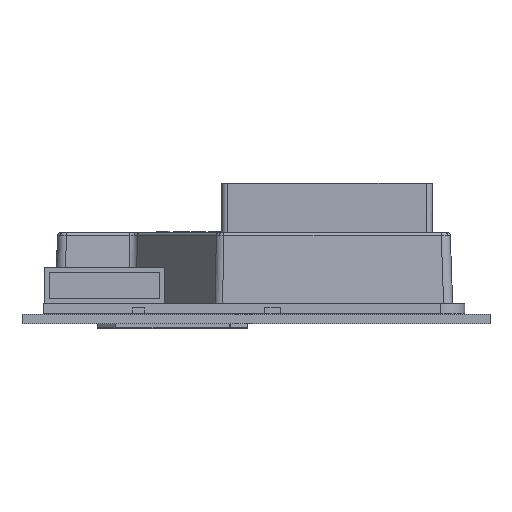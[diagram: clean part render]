
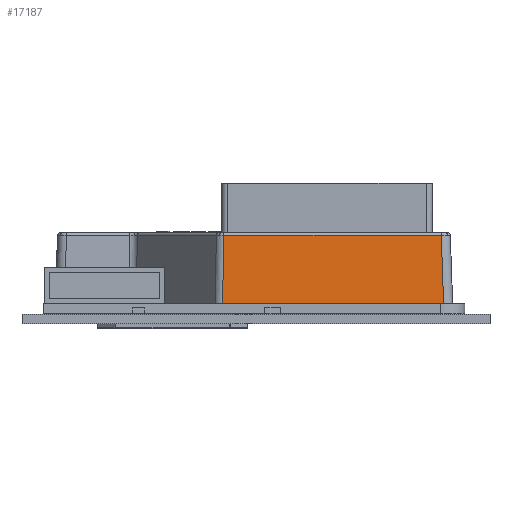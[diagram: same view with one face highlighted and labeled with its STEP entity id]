
A CAD part, front view. The second image highlights one B-rep face of the part: STEP entity #17187.
In plain terms, the highlighted free-form (B-spline) face has degree [1, 1] with [2, 2] control points.
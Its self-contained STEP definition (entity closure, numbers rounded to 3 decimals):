
#7030 = VERTEX_POINT('',#7031);
#7031 = CARTESIAN_POINT('',(-4.992,-28.805,
    13.017));
#7046 = ( BOUNDED_SURFACE() B_SPLINE_SURFACE(2,1,(
    (#7047,#7048)
    ,(#7049,#7050)
    ,(#7051,#7052
)),.UNSPECIFIED.,.F.,.F.,.F.) B_SPLINE_SURFACE_WITH_KNOTS((3,3),(2,2),(
    3.142,4.119),(-10.617,0.717),
.PIECEWISE_BEZIER_KNOTS.) GEOMETRIC_REPRESENTATION_ITEM() 
RATIONAL_B_SPLINE_SURFACE((
    (1.,1.)
    ,(0.883,0.883)
,(1.,1.))) REPRESENTATION_ITEM('') SURFACE() );
#7047 = CARTESIAN_POINT('',(-4.992,-28.805,
    13.017));
#7048 = CARTESIAN_POINT('',(-5.202,-29.2,
    1.693));
#7049 = CARTESIAN_POINT('',(-5.789,-28.804,
    13.032));
#7050 = CARTESIAN_POINT('',(-6.,-29.2,
    1.708));
#7051 = CARTESIAN_POINT('',(-6.235,-28.143,
    13.017));
#7052 = CARTESIAN_POINT('',(-6.446,-28.538,
    1.693));
#7074 = ( BOUNDED_SURFACE() B_SPLINE_SURFACE(2,1,(
    (#7075,#7076)
    ,(#7077,#7078)
    ,(#7079,#7080
)),.UNSPECIFIED.,.F.,.F.,.F.) B_SPLINE_SURFACE_WITH_KNOTS((3,3),(2,2),(
    3.142,4.677),(-37.992,-1.894),
.PIECEWISE_BEZIER_KNOTS.) GEOMETRIC_REPRESENTATION_ITEM() 
RATIONAL_B_SPLINE_SURFACE((
    (1.,1.)
    ,(0.719,0.719)
,(1.,1.))) REPRESENTATION_ITEM('') SURFACE() );
#7075 = CARTESIAN_POINT('',(-4.992,-28.305,13.5));
#7076 = CARTESIAN_POINT('',(31.106,-28.305,13.5));
#7077 = CARTESIAN_POINT('',(-4.992,-28.788,13.5));
#7078 = CARTESIAN_POINT('',(31.106,-28.788,13.5));
#7079 = CARTESIAN_POINT('',(-4.992,-28.805,
    13.017));
#7080 = CARTESIAN_POINT('',(31.106,-28.805,
    13.017));
#7184 = ( BOUNDED_SURFACE() B_SPLINE_SURFACE(2,1,(
    (#7185,#7186)
    ,(#7187,#7188)
    ,(#7189,#7190
)),.UNSPECIFIED.,.F.,.F.,.F.) B_SPLINE_SURFACE_WITH_KNOTS((3,3),(2,2),(
    3.142,4.711),(-9.612,1.741),
.PIECEWISE_BEZIER_KNOTS.) GEOMETRIC_REPRESENTATION_ITEM() 
RATIONAL_B_SPLINE_SURFACE((
    (1.,1.)
    ,(0.708,0.708)
,(1.,1.))) REPRESENTATION_ITEM('') SURFACE() );
#7185 = CARTESIAN_POINT('',(32.605,-27.306,
    13.017));
#7186 = CARTESIAN_POINT('',(33.001,-27.702,
    1.678));
#7187 = CARTESIAN_POINT('',(32.603,-28.803,
    13.07));
#7188 = CARTESIAN_POINT('',(32.999,-29.199,
    1.731));
#7189 = CARTESIAN_POINT('',(31.106,-28.805,
    13.017));
#7190 = CARTESIAN_POINT('',(31.502,-29.201,1.678
    ));
#7349 = B_SPLINE_SURFACE_WITH_KNOTS('',1,1,(
    (#7350,#7351)
    ,(#7352,#7353
    )),.UNSPECIFIED.,.F.,.F.,.F.,(2,2),(2,2),(-35.,35.),(-35.,35.),
  .PIECEWISE_BEZIER_KNOTS.);
#7350 = CARTESIAN_POINT('',(-35.,-35.,1.7));
#7351 = CARTESIAN_POINT('',(-35.,35.,1.7));
#7352 = CARTESIAN_POINT('',(35.,-35.,1.7));
#7353 = CARTESIAN_POINT('',(35.,35.,1.7));
#8593 = VERTEX_POINT('',#8594);
#8594 = CARTESIAN_POINT('',(31.501,-29.2,1.7));
#8617 = EDGE_CURVE('',#8593,#8618,#8620,.T.);
#8618 = VERTEX_POINT('',#8619);
#8619 = CARTESIAN_POINT('',(-5.202,-29.2,1.7));
#8620 = SURFACE_CURVE('',#8621,(#8624,#8630),.PCURVE_S1.);
#8621 = B_SPLINE_CURVE_WITH_KNOTS('',1,(#8622,#8623),.UNSPECIFIED.,.F.,
  .F.,(2,2),(1.499,38.202),.PIECEWISE_BEZIER_KNOTS.);
#8622 = CARTESIAN_POINT('',(31.501,-29.2,1.7));
#8623 = CARTESIAN_POINT('',(-5.202,-29.2,1.7));
#8624 = PCURVE('',#7349,#8625);
#8625 = DEFINITIONAL_REPRESENTATION('',(#8626),#8629);
#8626 = B_SPLINE_CURVE_WITH_KNOTS('',1,(#8627,#8628),.UNSPECIFIED.,.F.,
  .F.,(2,2),(1.499,38.202),.PIECEWISE_BEZIER_KNOTS.);
#8627 = CARTESIAN_POINT('',(31.501,-29.2));
#8628 = CARTESIAN_POINT('',(-5.202,-29.2));
#8629 = ( GEOMETRIC_REPRESENTATION_CONTEXT(2) 
PARAMETRIC_REPRESENTATION_CONTEXT() REPRESENTATION_CONTEXT('2D SPACE',''
  ) );
#8630 = PCURVE('',#8631,#8636);
#8631 = B_SPLINE_SURFACE_WITH_KNOTS('',1,1,(
    (#8632,#8633)
    ,(#8634,#8635
    )),.UNSPECIFIED.,.F.,.F.,.F.,(2,2),(2,2),(-11.324,0.),(
    -38.202,-1.499),.PIECEWISE_BEZIER_KNOTS.);
#8632 = CARTESIAN_POINT('',(-5.202,-28.805,
    13.017));
#8633 = CARTESIAN_POINT('',(31.501,-28.805,
    13.017));
#8634 = CARTESIAN_POINT('',(-5.202,-29.2,1.7));
#8635 = CARTESIAN_POINT('',(31.501,-29.2,1.7));
#8636 = DEFINITIONAL_REPRESENTATION('',(#8637),#8640);
#8637 = B_SPLINE_CURVE_WITH_KNOTS('',1,(#8638,#8639),.UNSPECIFIED.,.F.,
  .F.,(2,2),(1.499,38.202),.PIECEWISE_BEZIER_KNOTS.);
#8638 = CARTESIAN_POINT('',(0.,-1.499));
#8639 = CARTESIAN_POINT('',(0.,-38.202));
#8640 = ( GEOMETRIC_REPRESENTATION_CONTEXT(2) 
PARAMETRIC_REPRESENTATION_CONTEXT() REPRESENTATION_CONTEXT('2D SPACE',''
  ) );
#17187 = ADVANCED_FACE('',(#17188),#8631,.T.);
#17188 = FACE_BOUND('',#17189,.T.);
#17189 = EDGE_LOOP('',(#17190,#17211,#17230,#17249));
#17190 = ORIENTED_EDGE('',*,*,#17191,.T.);
#17191 = EDGE_CURVE('',#8593,#17192,#17194,.T.);
#17192 = VERTEX_POINT('',#17193);
#17193 = CARTESIAN_POINT('',(31.106,-28.805,
    13.017));
#17194 = SURFACE_CURVE('',#17195,(#17198,#17204),.PCURVE_S1.);
#17195 = B_SPLINE_CURVE_WITH_KNOTS('',1,(#17196,#17197),.UNSPECIFIED.,
  .F.,.F.,(2,2),(0.052,11.384),
  .PIECEWISE_BEZIER_KNOTS.);
#17196 = CARTESIAN_POINT('',(31.501,-29.2,1.7));
#17197 = CARTESIAN_POINT('',(31.106,-28.805,
    13.017));
#17198 = PCURVE('',#8631,#17199);
#17199 = DEFINITIONAL_REPRESENTATION('',(#17200),#17203);
#17200 = B_SPLINE_CURVE_WITH_KNOTS('',1,(#17201,#17202),.UNSPECIFIED.,
  .F.,.F.,(2,2),(0.052,11.384),
  .PIECEWISE_BEZIER_KNOTS.);
#17201 = CARTESIAN_POINT('',(0.,-1.499));
#17202 = CARTESIAN_POINT('',(-11.324,-1.894));
#17203 = ( GEOMETRIC_REPRESENTATION_CONTEXT(2) 
PARAMETRIC_REPRESENTATION_CONTEXT() REPRESENTATION_CONTEXT('2D SPACE',''
  ) );
#17204 = PCURVE('',#7184,#17205);
#17205 = DEFINITIONAL_REPRESENTATION('',(#17206),#17210);
#17206 = B_SPLINE_CURVE_WITH_KNOTS('',2,(#17207,#17208,#17209),
  .UNSPECIFIED.,.F.,.F.,(3,3),(0.052,11.384),
  .PIECEWISE_BEZIER_KNOTS.);
#17207 = CARTESIAN_POINT('',(4.711,1.72));
#17208 = CARTESIAN_POINT('',(4.711,-3.946));
#17209 = CARTESIAN_POINT('',(4.711,-9.612));
#17210 = ( GEOMETRIC_REPRESENTATION_CONTEXT(2) 
PARAMETRIC_REPRESENTATION_CONTEXT() REPRESENTATION_CONTEXT('2D SPACE',''
  ) );
#17211 = ORIENTED_EDGE('',*,*,#17212,.T.);
#17212 = EDGE_CURVE('',#17192,#7030,#17213,.T.);
#17213 = SURFACE_CURVE('',#17214,(#17217,#17223),.PCURVE_S1.);
#17214 = B_SPLINE_CURVE_WITH_KNOTS('',1,(#17215,#17216),.UNSPECIFIED.,
  .F.,.F.,(2,2),(-36.088,0.009),
  .PIECEWISE_BEZIER_KNOTS.);
#17215 = CARTESIAN_POINT('',(31.106,-28.805,
    13.017));
#17216 = CARTESIAN_POINT('',(-4.992,-28.805,
    13.017));
#17217 = PCURVE('',#8631,#17218);
#17218 = DEFINITIONAL_REPRESENTATION('',(#17219),#17222);
#17219 = B_SPLINE_CURVE_WITH_KNOTS('',1,(#17220,#17221),.UNSPECIFIED.,
  .F.,.F.,(2,2),(-36.088,0.009),
  .PIECEWISE_BEZIER_KNOTS.);
#17220 = CARTESIAN_POINT('',(-11.324,-1.894));
#17221 = CARTESIAN_POINT('',(-11.324,-37.992));
#17222 = ( GEOMETRIC_REPRESENTATION_CONTEXT(2) 
PARAMETRIC_REPRESENTATION_CONTEXT() REPRESENTATION_CONTEXT('2D SPACE',''
  ) );
#17223 = PCURVE('',#7074,#17224);
#17224 = DEFINITIONAL_REPRESENTATION('',(#17225),#17229);
#17225 = B_SPLINE_CURVE_WITH_KNOTS('',2,(#17226,#17227,#17228),
  .UNSPECIFIED.,.F.,.F.,(3,3),(-36.088,0.009),
  .PIECEWISE_BEZIER_KNOTS.);
#17226 = CARTESIAN_POINT('',(4.677,-1.894));
#17227 = CARTESIAN_POINT('',(4.677,-19.943));
#17228 = CARTESIAN_POINT('',(4.677,-37.992));
#17229 = ( GEOMETRIC_REPRESENTATION_CONTEXT(2) 
PARAMETRIC_REPRESENTATION_CONTEXT() REPRESENTATION_CONTEXT('2D SPACE',''
  ) );
#17230 = ORIENTED_EDGE('',*,*,#17231,.T.);
#17231 = EDGE_CURVE('',#7030,#8618,#17232,.T.);
#17232 = SURFACE_CURVE('',#17233,(#17236,#17242),.PCURVE_S1.);
#17233 = B_SPLINE_CURVE_WITH_KNOTS('',1,(#17234,#17235),.UNSPECIFIED.,
  .F.,.F.,(2,2),(-10.617,0.71),
  .PIECEWISE_BEZIER_KNOTS.);
#17234 = CARTESIAN_POINT('',(-4.992,-28.805,
    13.017));
#17235 = CARTESIAN_POINT('',(-5.202,-29.2,1.7));
#17236 = PCURVE('',#8631,#17237);
#17237 = DEFINITIONAL_REPRESENTATION('',(#17238),#17241);
#17238 = B_SPLINE_CURVE_WITH_KNOTS('',1,(#17239,#17240),.UNSPECIFIED.,
  .F.,.F.,(2,2),(-10.617,0.71),
  .PIECEWISE_BEZIER_KNOTS.);
#17239 = CARTESIAN_POINT('',(-11.324,-37.992));
#17240 = CARTESIAN_POINT('',(0.,-38.202));
#17241 = ( GEOMETRIC_REPRESENTATION_CONTEXT(2) 
PARAMETRIC_REPRESENTATION_CONTEXT() REPRESENTATION_CONTEXT('2D SPACE',''
  ) );
#17242 = PCURVE('',#7046,#17243);
#17243 = DEFINITIONAL_REPRESENTATION('',(#17244),#17248);
#17244 = B_SPLINE_CURVE_WITH_KNOTS('',2,(#17245,#17246,#17247),
  .UNSPECIFIED.,.F.,.F.,(3,3),(-10.617,0.71),
  .PIECEWISE_BEZIER_KNOTS.);
#17245 = CARTESIAN_POINT('',(3.142,-10.617));
#17246 = CARTESIAN_POINT('',(3.142,-4.954));
#17247 = CARTESIAN_POINT('',(3.142,0.71));
#17248 = ( GEOMETRIC_REPRESENTATION_CONTEXT(2) 
PARAMETRIC_REPRESENTATION_CONTEXT() REPRESENTATION_CONTEXT('2D SPACE',''
  ) );
#17249 = ORIENTED_EDGE('',*,*,#8617,.F.);
